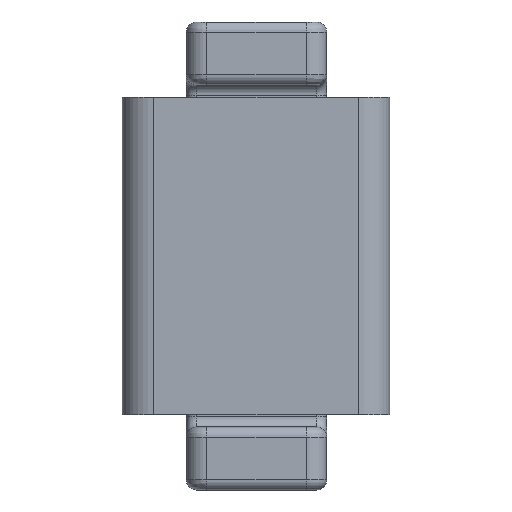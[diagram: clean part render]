
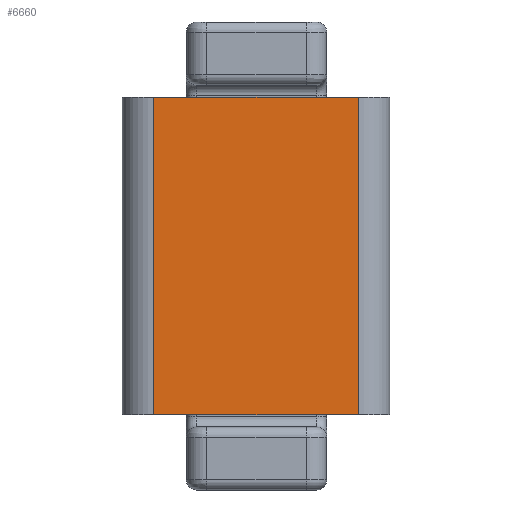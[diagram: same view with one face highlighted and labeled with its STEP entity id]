
A CAD part, front view. The second image highlights one B-rep face of the part: STEP entity #6660.
In plain terms, the highlighted planar face has unit normal (0, -1, 0).
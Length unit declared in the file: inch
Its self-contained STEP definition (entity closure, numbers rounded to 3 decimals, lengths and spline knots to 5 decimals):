
#6308=CARTESIAN_POINT('',(0.1005,-0.225,0.0));
#6309=VERTEX_POINT('',#6308);
#6317=CARTESIAN_POINT('',(-0.1005,-0.225,0.0));
#6318=VERTEX_POINT('',#6317);
#6319=CARTESIAN_POINT('',(0.1005,-0.225,0.0));
#6320=DIRECTION('',(-1.0,0.0,0.0));
#6321=VECTOR('',#6320,0.201);
#6322=LINE('',#6319,#6321);
#6323=EDGE_CURVE('',#6309,#6318,#6322,.T.);
#6520=CARTESIAN_POINT('',(0.1005,-0.225,0.312));
#6521=VERTEX_POINT('',#6520);
#6529=CARTESIAN_POINT('',(0.1005,-0.225,0.312));
#6530=DIRECTION('',(0.0,0.0,-1.0));
#6531=VECTOR('',#6530,0.312);
#6532=LINE('',#6529,#6531);
#6533=EDGE_CURVE('',#6521,#6309,#6532,.T.);
#6600=CARTESIAN_POINT('',(-0.1005,-0.225,0.312));
#6601=VERTEX_POINT('',#6600);
#6618=CARTESIAN_POINT('',(-0.1005,-0.225,0.0));
#6619=DIRECTION('',(0.0,0.0,1.0));
#6620=VECTOR('',#6619,0.312);
#6621=LINE('',#6618,#6620);
#6622=EDGE_CURVE('',#6318,#6601,#6621,.T.);
#6644=CARTESIAN_POINT('',(0.1315,-0.225,0.0));
#6645=DIRECTION('',(0.0,-1.0,0.0));
#6646=DIRECTION('',(0.0,0.0,-1.0));
#6647=AXIS2_PLACEMENT_3D('',#6644,#6645,#6646);
#6648=PLANE('',#6647);
#6649=ORIENTED_EDGE('',*,*,#6533,.F.);
#6650=CARTESIAN_POINT('',(0.1005,-0.225,0.312));
#6651=DIRECTION('',(-1.0,0.0,0.0));
#6652=VECTOR('',#6651,0.201);
#6653=LINE('',#6650,#6652);
#6654=EDGE_CURVE('',#6521,#6601,#6653,.T.);
#6655=ORIENTED_EDGE('',*,*,#6654,.T.);
#6656=ORIENTED_EDGE('',*,*,#6622,.F.);
#6657=ORIENTED_EDGE('',*,*,#6323,.F.);
#6658=EDGE_LOOP('',(#6649,#6655,#6656,#6657));
#6659=FACE_OUTER_BOUND('',#6658,.T.);
#6660=ADVANCED_FACE('',(#6659),#6648,.T.);
